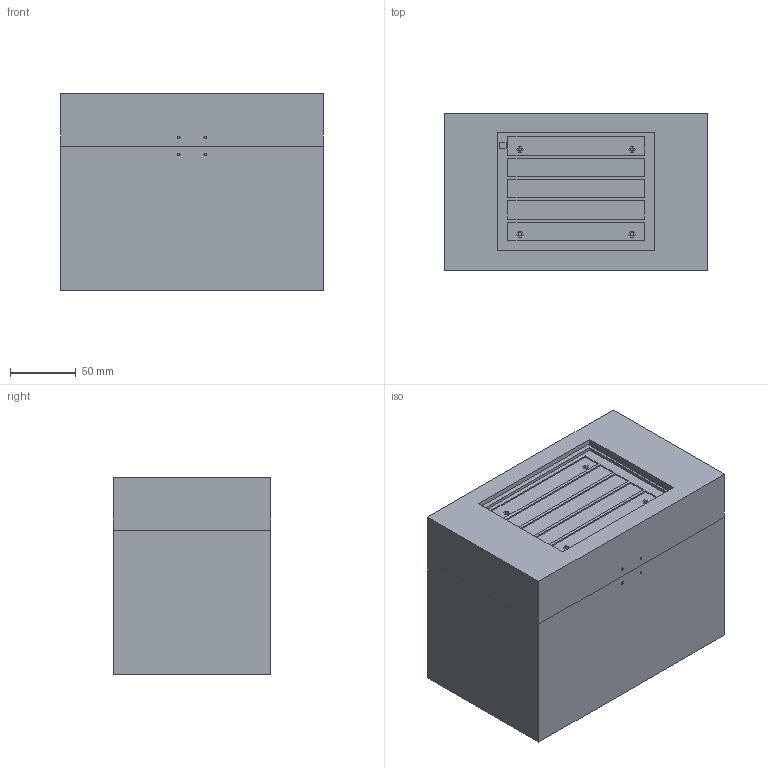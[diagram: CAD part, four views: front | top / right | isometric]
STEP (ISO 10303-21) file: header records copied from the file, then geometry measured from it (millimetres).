
FILE_DESCRIPTION(/* description */ (''),/* implementation_level */ '2;1');
FILE_NAME(/* name */ 'magic_box v8.step',/* time_stamp */ '2022-03-31T21:09:19+02:00',/* author */ (''),/* organization */ (''),/* preprocessor_version */ 'ST-DEVELOPER v18.1',/* originating_system */ 'Autodesk Translation Framework v10.13.0.1454',/* authorisation */ '');
FILE_SCHEMA (('AUTOMOTIVE_DESIGN { 1 0 10303 214 3 1 1 }'));
Length unit declared in the file: millimetre
Products named in the file (1): magic_box
Bounding box: 200 x 120 x 150 mm (x, y, z)
Volume: 758475.5 mm3; surface area: 281949.6 mm2
Topology: 2 solids, 2 shells, 121 faces, 300 edges, 200 vertices
Faces by surface type: plane 101, cylinder 20
Full cylindrical faces by diameter (mm): 1.8 x12, 2.4 x4, 10 x4
Entity records: 3662 total; most frequent: CARTESIAN_POINT 622, ORIENTED_EDGE 600, DIRECTION 584, EDGE_CURVE 300, LINE 260, VECTOR 260, VERTEX_POINT 200, EDGE_LOOP 176
